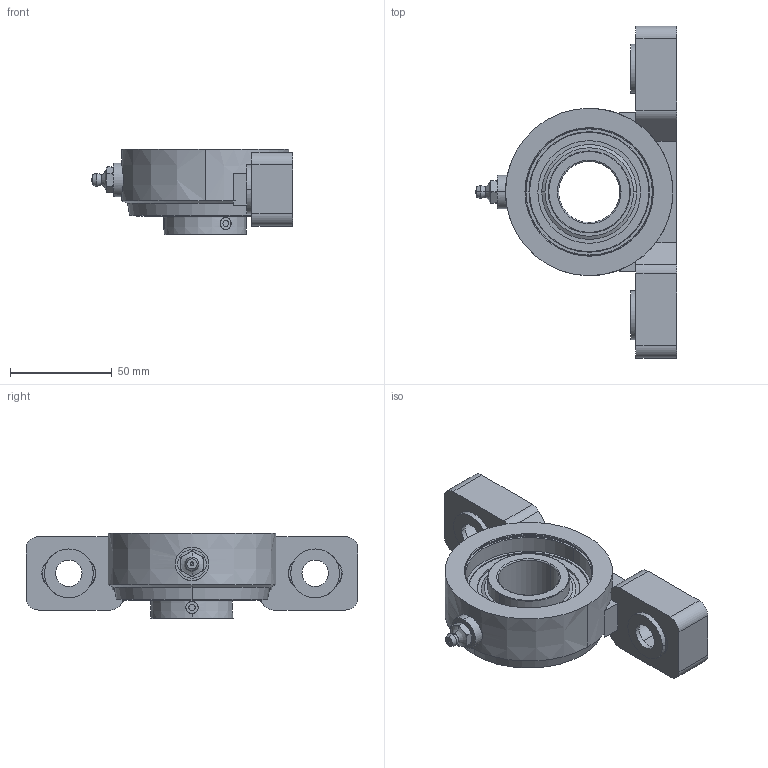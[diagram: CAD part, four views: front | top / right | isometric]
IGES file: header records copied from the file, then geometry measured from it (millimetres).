
Start section:  PTC IGES file: b0000648791.igs
Global section: file name: b0000648791.igs; native system: Pro/ENGINEER by Parametric Technology Corporation; preprocessor: 2009380; author: RCRU51; organization: Rex Nord Marbet spa; date: 20100520.164207; units: millimetre
Bounding box: 98.8 x 163 x 41.9 mm (x, y, z)
Surface area: 48188.3 mm2 (no closed solid volume)
Topology: 0 solids, 0 shells, 190 faces, 936 edges, 934 vertices
Faces by surface type: revolution 107, bspline 83
